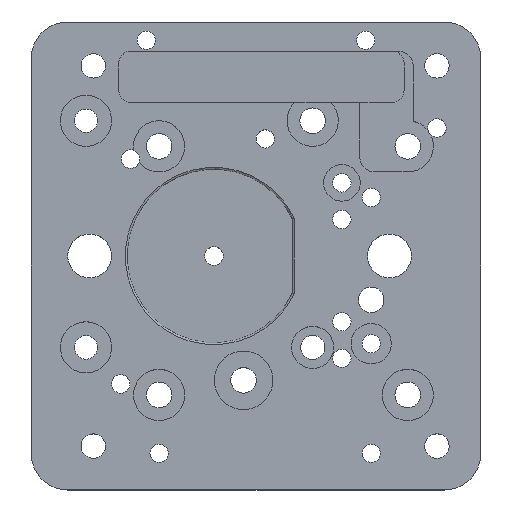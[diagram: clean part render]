
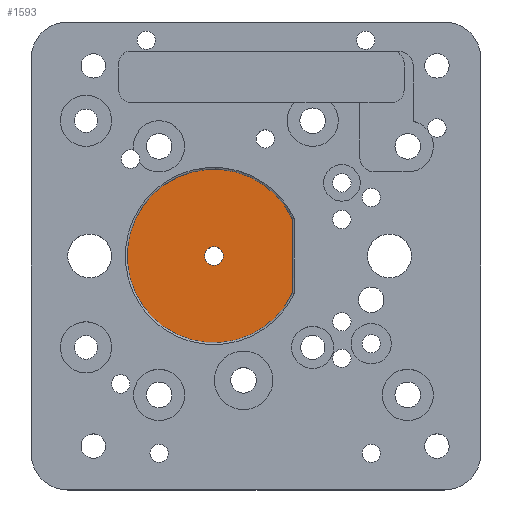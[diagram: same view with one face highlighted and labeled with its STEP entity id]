
A CAD part, top view. The second image highlights one B-rep face of the part: STEP entity #1593.
In plain terms, the highlighted planar face has unit normal (0, 0, 1).
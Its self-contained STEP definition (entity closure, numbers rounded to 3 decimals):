
#80=FACE_BOUND('',#337,.T.);
#103=PLANE('',#1804);
#187=FACE_OUTER_BOUND('',#336,.T.);
#336=EDGE_LOOP('',(#1421,#1422));
#337=EDGE_LOOP('',(#1423));
#442=LINE('',#2740,#544);
#544=VECTOR('',#2256,1000.);
#588=CIRCLE('',#1665,11.875);
#635=CIRCLE('',#1734,1.265);
#703=VERTEX_POINT('',#2432);
#704=VERTEX_POINT('',#2433);
#755=VERTEX_POINT('',#2580);
#862=EDGE_CURVE('',#703,#704,#588,.T.);
#936=EDGE_CURVE('',#755,#755,#635,.F.);
#1014=EDGE_CURVE('',#704,#703,#442,.T.);
#1421=ORIENTED_EDGE('',*,*,#862,.T.);
#1422=ORIENTED_EDGE('',*,*,#1014,.T.);
#1423=ORIENTED_EDGE('',*,*,#936,.F.);
#1593=ADVANCED_FACE('',(#187,#80),#103,.T.);
#1665=AXIS2_PLACEMENT_3D('',#2434,#1923,#1924);
#1734=AXIS2_PLACEMENT_3D('',#2581,#2088,#2089);
#1804=AXIS2_PLACEMENT_3D('',#2766,#2282,#2283);
#1923=DIRECTION('center_axis',(0.,0.,1.));
#1924=DIRECTION('ref_axis',(1.,0.,0.));
#2088=DIRECTION('center_axis',(0.,0.,-1.));
#2089=DIRECTION('ref_axis',(-1.,0.,0.));
#2256=DIRECTION('',(0.,1.,0.));
#2282=DIRECTION('center_axis',(0.,0.,1.));
#2283=DIRECTION('ref_axis',(1.,0.,0.));
#2432=CARTESIAN_POINT('',(3.75,5.045,2.));
#2433=CARTESIAN_POINT('',(3.75,-5.045,2.));
#2434=CARTESIAN_POINT('Origin',(-7.,0.,2.));
#2580=CARTESIAN_POINT('',(-5.736,0.,2.));
#2581=CARTESIAN_POINT('Origin',(-7.,0.,2.));
#2740=CARTESIAN_POINT('',(3.75,-5.045,2.));
#2766=CARTESIAN_POINT('Origin',(-7.,0.,2.));
